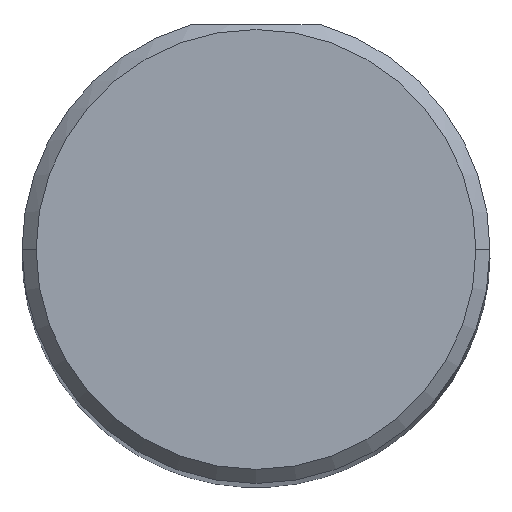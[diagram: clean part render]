
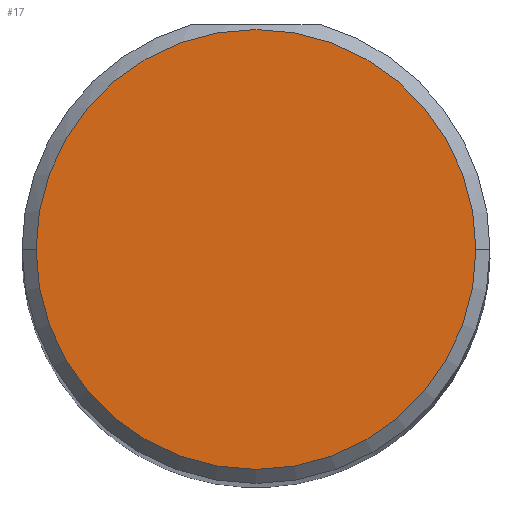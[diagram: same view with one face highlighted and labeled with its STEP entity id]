
A CAD part, top view. The second image highlights one B-rep face of the part: STEP entity #17.
In plain terms, the highlighted planar face has unit normal (0, 0, 1).
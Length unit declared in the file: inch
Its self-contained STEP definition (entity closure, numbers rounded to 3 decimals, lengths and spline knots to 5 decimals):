
#17 = ADVANCED_FACE ( 'NONE', ( #312 ), #184, .T. ) ;
#20 = EDGE_CURVE ( 'NONE', #63, #316, #188, .T. ) ;
#50 = AXIS2_PLACEMENT_3D ( 'NONE', #397, #272, #439 ) ;
#63 = VERTEX_POINT ( 'NONE', #383 ) ;
#98 = DIRECTION ( 'NONE',  ( 1., 0., 0. ) ) ;
#100 = AXIS2_PLACEMENT_3D ( 'NONE', #436, #258, #98 ) ;
#143 = EDGE_CURVE ( 'NONE', #316, #63, #333, .T. ) ;
#184 = PLANE ( 'NONE',  #100 ) ;
#188 = CIRCLE ( 'NONE', #50, 0.235 ) ;
#258 = DIRECTION ( 'NONE',  ( 0., 0., 1. ) ) ;
#272 = DIRECTION ( 'NONE',  ( 0., 0., 1. ) ) ;
#312 = FACE_OUTER_BOUND ( 'NONE', #318, .T. ) ;
#316 = VERTEX_POINT ( 'NONE', #450 ) ;
#318 = EDGE_LOOP ( 'NONE', ( #387, #488 ) ) ;
#333 = CIRCLE ( 'NONE', #479, 0.235 ) ;
#358 = DIRECTION ( 'NONE',  ( 1., 0., 0. ) ) ;
#383 = CARTESIAN_POINT ( 'NONE',  ( -0.235, 0., 6. ) ) ;
#387 = ORIENTED_EDGE ( 'NONE', *, *, #20, .T. ) ;
#395 = CARTESIAN_POINT ( 'NONE',  ( 0., 0., 6. ) ) ;
#397 = CARTESIAN_POINT ( 'NONE',  ( 0., 0., 6. ) ) ;
#436 = CARTESIAN_POINT ( 'NONE',  ( 0., 0., 6. ) ) ;
#439 = DIRECTION ( 'NONE',  ( 1., 0., 0. ) ) ;
#440 = DIRECTION ( 'NONE',  ( 0., 0., 1. ) ) ;
#450 = CARTESIAN_POINT ( 'NONE',  ( 0.235, 0., 6. ) ) ;
#479 = AXIS2_PLACEMENT_3D ( 'NONE', #395, #440, #358 ) ;
#488 = ORIENTED_EDGE ( 'NONE', *, *, #143, .T. ) ;
